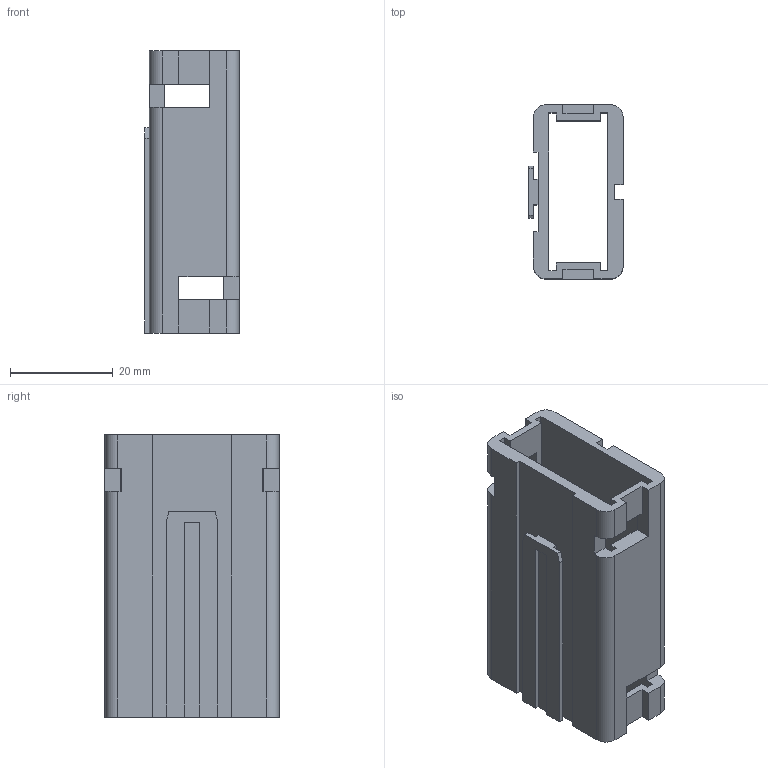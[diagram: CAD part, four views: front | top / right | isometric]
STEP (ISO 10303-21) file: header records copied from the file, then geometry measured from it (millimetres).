
FILE_DESCRIPTION(('CATIA V5 STEP Exchange','CAx-IF Rec.Pracs.--- Model Styling and Organization---1.2---2011-12-15'),'2;1');
FILE_NAME ('020284-3_1', '2018-08-27T13:52:50+00:00', ('none'), ('Weidmueller'), 'CATIA Version 5-6 Release 2014', 'CATIA V5 STEP AP214', 'none');
FILE_SCHEMA(('AUTOMOTIVE_DESIGN { 1 0 10303 214 1 1 1 1 }'));
Length unit declared in the file: millimetre
Products named in the file (1): 1746060000
Bounding box: 18.4 x 34 x 55 mm (x, y, z)
Volume: 12945.2 mm3; surface area: 11746.9 mm2
Topology: 1 solids, 1 shells, 84 faces, 270 edges, 180 vertices
Faces by surface type: plane 76, cylinder 8
Entity records: 2782 total; most frequent: ORIENTED_EDGE 540, CARTESIAN_POINT 500, DIRECTION 368, EDGE_CURVE 270, VECTOR 254, LINE 254, VERTEX_POINT 180, EDGE_LOOP 86
